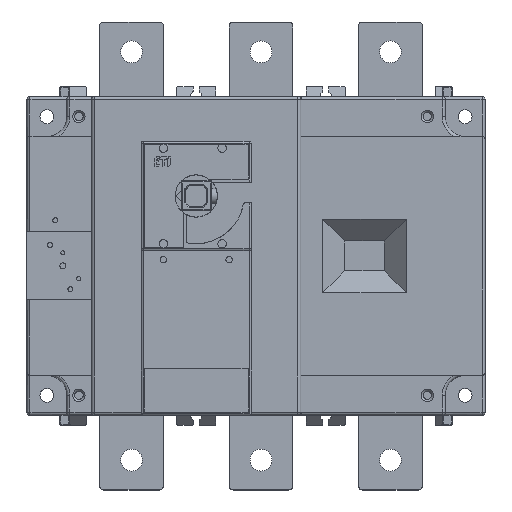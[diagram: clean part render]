
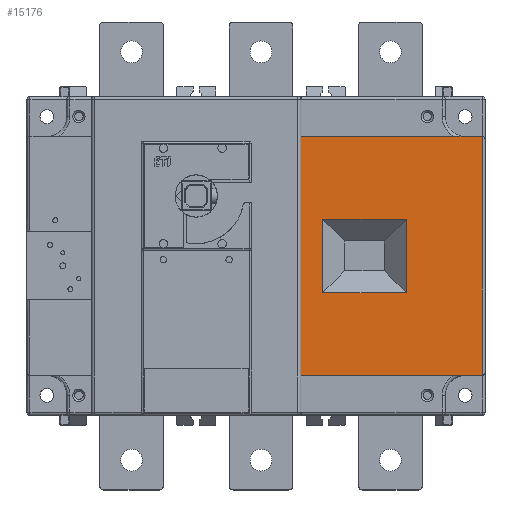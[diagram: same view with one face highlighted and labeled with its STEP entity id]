
A CAD part, top view. The second image highlights one B-rep face of the part: STEP entity #15176.
In plain terms, the highlighted planar face has unit normal (0, 0, 1).
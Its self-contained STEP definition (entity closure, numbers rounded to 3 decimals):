
#186=DIRECTION('',(0.,1.,0.));
#187=VECTOR('',#186,120.);
#188=CARTESIAN_POINT('',(52.5,-90.,-38.));
#189=LINE('',#188,#187);
#214=DIRECTION('',(1.,0.,0.));
#215=VECTOR('',#214,91.);
#216=CARTESIAN_POINT('',(52.5,30.,-38.));
#217=LINE('',#216,#215);
#1862=DIRECTION('',(-1.,0.,0.));
#1863=VECTOR('',#1862,91.);
#1864=CARTESIAN_POINT('',(143.5,-90.,-38.));
#1865=LINE('',#1864,#1863);
#10795=DIRECTION('',(0.,-1.,0.));
#10796=VECTOR('',#10795,120.);
#10797=CARTESIAN_POINT('',(143.5,30.,-38.));
#10798=LINE('',#10797,#10796);
#12890=DIRECTION('',(0.,-1.,0.));
#12891=VECTOR('',#12890,37.);
#12892=CARTESIAN_POINT('',(63.5,-11.5,-38.));
#12893=LINE('',#12892,#12891);
#12897=DIRECTION('',(-1.,0.,0.));
#12898=VECTOR('',#12897,42.);
#12899=CARTESIAN_POINT('',(105.5,-11.5,-38.));
#12900=LINE('',#12899,#12898);
#12925=DIRECTION('',(0.,1.,0.));
#12926=VECTOR('',#12925,37.);
#12927=CARTESIAN_POINT('',(105.5,-48.5,-38.));
#12928=LINE('',#12927,#12926);
#12946=DIRECTION('',(1.,0.,0.));
#12947=VECTOR('',#12946,42.);
#12948=CARTESIAN_POINT('',(63.5,-48.5,-38.));
#12949=LINE('',#12948,#12947);
#13444=CARTESIAN_POINT('',(63.5,-11.5,-38.));
#13446=VERTEX_POINT('',#13444);
#13448=CARTESIAN_POINT('',(63.5,-48.5,-38.));
#13449=VERTEX_POINT('',#13448);
#13452=CARTESIAN_POINT('',(105.5,-11.5,-38.));
#13453=VERTEX_POINT('',#13452);
#13454=CARTESIAN_POINT('',(105.5,-48.5,-38.));
#13455=VERTEX_POINT('',#13454);
#13456=CARTESIAN_POINT('',(52.5,30.,-38.));
#13457=CARTESIAN_POINT('',(143.5,30.,-38.));
#13458=VERTEX_POINT('',#13456);
#13459=VERTEX_POINT('',#13457);
#13460=CARTESIAN_POINT('',(52.5,-90.,-38.));
#13461=VERTEX_POINT('',#13460);
#13462=CARTESIAN_POINT('',(143.5,-90.,-38.));
#13463=VERTEX_POINT('',#13462);
#15152=CARTESIAN_POINT('',(91.,-30.,-38.));
#15153=DIRECTION('',(0.,0.,1.));
#15154=DIRECTION('',(1.,0.,0.));
#15155=AXIS2_PLACEMENT_3D('',#15152,#15153,#15154);
#15156=PLANE('',#15155);
#15158=ORIENTED_EDGE('',*,*,#15157,.T.);
#15160=ORIENTED_EDGE('',*,*,#15159,.T.);
#15162=ORIENTED_EDGE('',*,*,#15161,.T.);
#15163=ORIENTED_EDGE('',*,*,#15134,.T.);
#15164=EDGE_LOOP('',(#15158,#15160,#15162,#15163));
#15165=FACE_OUTER_BOUND('',#15164,.F.);
#15167=ORIENTED_EDGE('',*,*,#15166,.T.);
#15169=ORIENTED_EDGE('',*,*,#15168,.T.);
#15171=ORIENTED_EDGE('',*,*,#15170,.T.);
#15173=ORIENTED_EDGE('',*,*,#15172,.T.);
#15174=EDGE_LOOP('',(#15167,#15169,#15171,#15173));
#15175=FACE_BOUND('',#15174,.F.);
#15134=EDGE_CURVE('',#13461,#13458,#189,.T.);
#15157=EDGE_CURVE('',#13458,#13459,#217,.T.);
#15159=EDGE_CURVE('',#13459,#13463,#10798,.T.);
#15161=EDGE_CURVE('',#13463,#13461,#1865,.T.);
#15166=EDGE_CURVE('',#13446,#13449,#12893,.T.);
#15168=EDGE_CURVE('',#13449,#13455,#12949,.T.);
#15170=EDGE_CURVE('',#13455,#13453,#12928,.T.);
#15172=EDGE_CURVE('',#13453,#13446,#12900,.T.);
#15176=ADVANCED_FACE('',(#15165,#15175),#15156,.T.);
